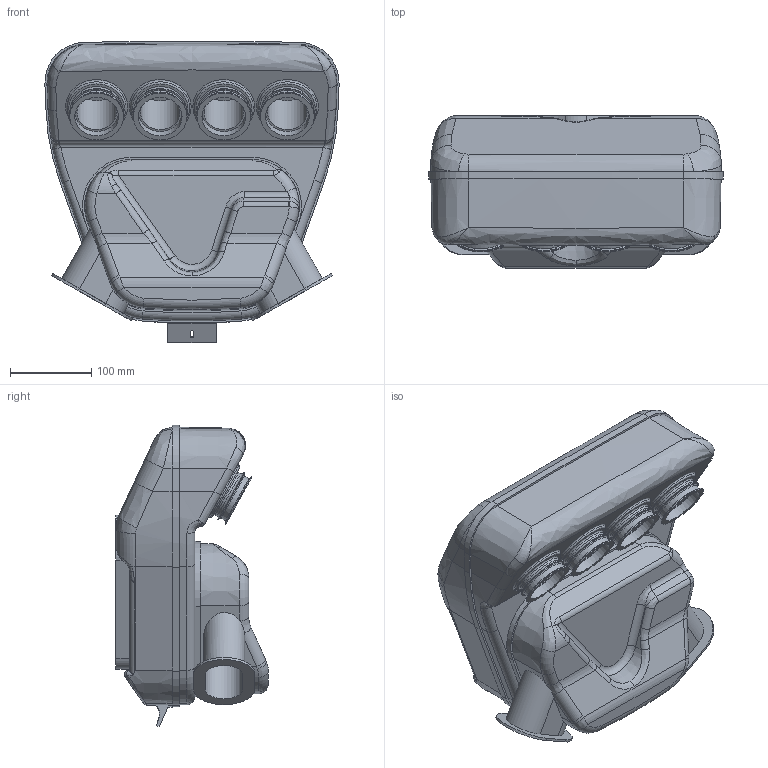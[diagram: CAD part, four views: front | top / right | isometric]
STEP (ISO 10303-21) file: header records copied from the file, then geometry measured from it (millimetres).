
FILE_DESCRIPTION((' '),'2;1');
FILE_NAME( 'FB[1]-00-00.stp', '2025-12-08T17:39:24', (' '), ('--- ---'), ' V2025.1 Dec 16 2024', ' 2025 (c)', ' ');
FILE_SCHEMA(('AP242_MANAGED_MODEL_BASED_3D_ENGINEERING_MIM_LF { 1 0 10303 442 1 1 4 }'));
Length unit declared in the file: millimetre
Products named in the file (1): FB[1]-00-00
Bounding box: 363.04 x 188.2 x 371.91 mm (x, y, z)
Volume: 12267109.4 mm3; surface area: 540945.3 mm2
Topology: 1 solids, 1 shells, 371 faces, 855 edges, 517 vertices
Faces by surface type: plane 112, cylinder 111, bspline 80, torus 45, cone 21, sphere 2
Full cylindrical faces by diameter (mm): 10.7 x5, 48.7 x4, 54 x4, 59.8 x8, 66.2 x8
Entity records: 20880 total; most frequent: CARTESIAN_POINT 12831, ORIENTED_EDGE 1580, DIRECTION 1492, EDGE_CURVE 790, AXIS2_PLACEMENT_3D 617, VERTEX_POINT 513, EDGE_LOOP 465, FACE_OUTER_BOUND 371
